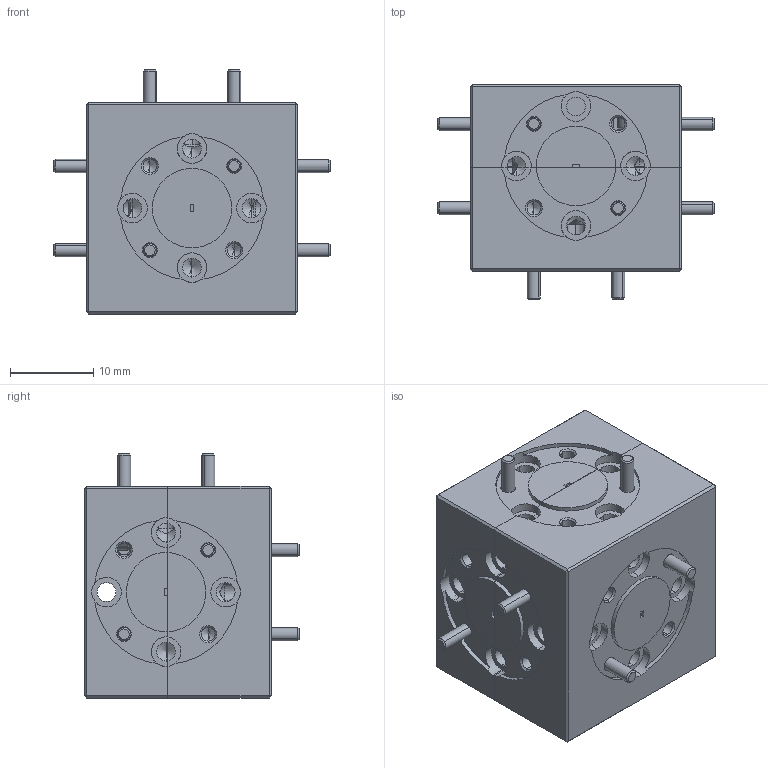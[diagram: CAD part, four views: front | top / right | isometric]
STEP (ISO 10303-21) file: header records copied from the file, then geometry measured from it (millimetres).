
FILE_DESCRIPTION (( 'STEP AP203' ), '1' );
FILE_NAME ('WM-B03-A.STEP', '2022-06-02T00:04:26', ( '' ), ( '' ), 'SwSTEP 2.0', 'SolidWorks 2021', '' );
FILE_SCHEMA (( 'CONFIG_CONTROL_DESIGN' ));
Length unit declared in the file: inch
Products named in the file (1): WM-B03-A
Bounding box: 33.15 x 25.72 x 29.27 mm (x, y, z)
Volume: 12015.9 mm3; surface area: 7551.1 mm2
Topology: 36 solids, 36 shells, 930 faces, 2066 edges, 1223 vertices
Faces by surface type: plane 334, cone 304, cylinder 292
Entity records: 25870 total; most frequent: CARTESIAN_POINT 5101, DIRECTION 4601, ORIENTED_EDGE 4052, EDGE_CURVE 2026, AXIS2_PLACEMENT_3D 1805, VERTEX_POINT 1223, EDGE_LOOP 1021, VECTOR 991
